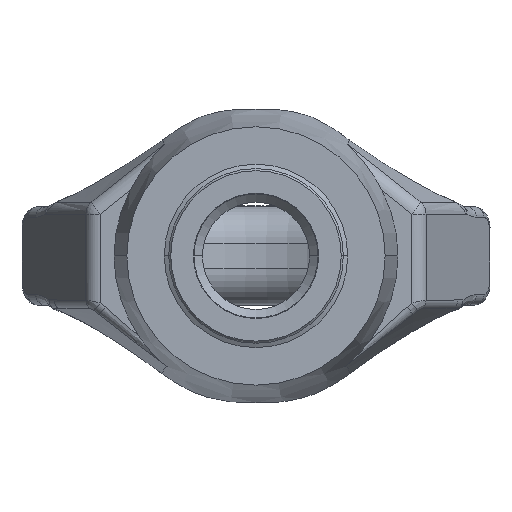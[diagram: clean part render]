
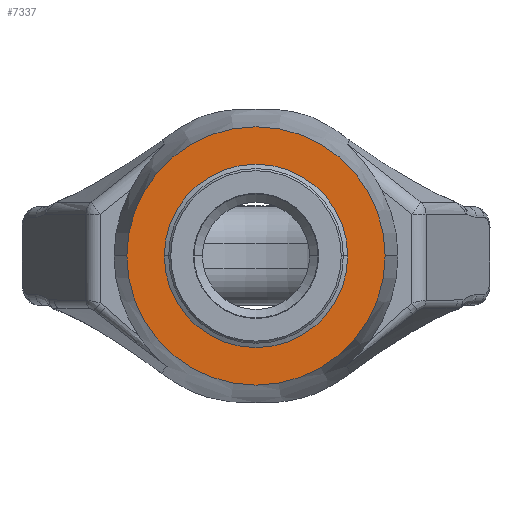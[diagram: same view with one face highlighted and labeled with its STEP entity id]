
A CAD part, front view. The second image highlights one B-rep face of the part: STEP entity #7337.
In plain terms, the highlighted planar face has unit normal (0, -1, 0).
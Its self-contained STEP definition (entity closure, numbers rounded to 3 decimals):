
#703=CARTESIAN_POINT('',(0.,0.,0.));
#704=DIRECTION('',(0.,-1.,0.));
#705=DIRECTION('',(1.,0.,0.));
#706=AXIS2_PLACEMENT_3D('',#703,#704,#705);
#708=CARTESIAN_POINT('',(0.,0.,0.));
#709=DIRECTION('',(0.,-1.,0.));
#710=DIRECTION('',(-1.,0.,0.));
#711=AXIS2_PLACEMENT_3D('',#708,#709,#710);
#713=CARTESIAN_POINT('',(0.,0.,0.));
#714=DIRECTION('',(0.,1.,0.));
#715=DIRECTION('',(1.,0.,0.));
#716=AXIS2_PLACEMENT_3D('',#713,#714,#715);
#718=CARTESIAN_POINT('',(0.,0.,0.));
#719=DIRECTION('',(0.,1.,0.));
#720=DIRECTION('',(-1.,0.,0.));
#721=AXIS2_PLACEMENT_3D('',#718,#719,#720);
#5956=CARTESIAN_POINT('',(25.,0.,0.));
#5958=VERTEX_POINT('',#5956);
#5959=CARTESIAN_POINT('',(-25.,0.,0.));
#5961=VERTEX_POINT('',#5959);
#7302=CARTESIAN_POINT('',(-17.75,0.,0.));
#7303=VERTEX_POINT('',#7302);
#7304=CARTESIAN_POINT('',(17.75,0.,0.));
#7305=VERTEX_POINT('',#7304);
#7320=CARTESIAN_POINT('',(0.,0.,0.));
#7321=DIRECTION('',(0.,1.,0.));
#7322=DIRECTION('',(-1.,0.,0.));
#7323=AXIS2_PLACEMENT_3D('',#7320,#7321,#7322);
#7324=PLANE('',#7323);
#7326=ORIENTED_EDGE('',*,*,#7325,.F.);
#7328=ORIENTED_EDGE('',*,*,#7327,.F.);
#7329=EDGE_LOOP('',(#7326,#7328));
#7330=FACE_OUTER_BOUND('',#7329,.F.);
#7332=ORIENTED_EDGE('',*,*,#7331,.F.);
#7334=ORIENTED_EDGE('',*,*,#7333,.F.);
#7335=EDGE_LOOP('',(#7332,#7334));
#7336=FACE_BOUND('',#7335,.F.);
#7337=ADVANCED_FACE('',(#7330,#7336),#7324,.F.);
#707=CIRCLE('',#706,25.);
#712=CIRCLE('',#711,25.);
#717=CIRCLE('',#716,17.75);
#722=CIRCLE('',#721,17.75);
#7325=EDGE_CURVE('',#5958,#5961,#707,.T.);
#7327=EDGE_CURVE('',#5961,#5958,#712,.T.);
#7331=EDGE_CURVE('',#7305,#7303,#717,.T.);
#7333=EDGE_CURVE('',#7303,#7305,#722,.T.);
